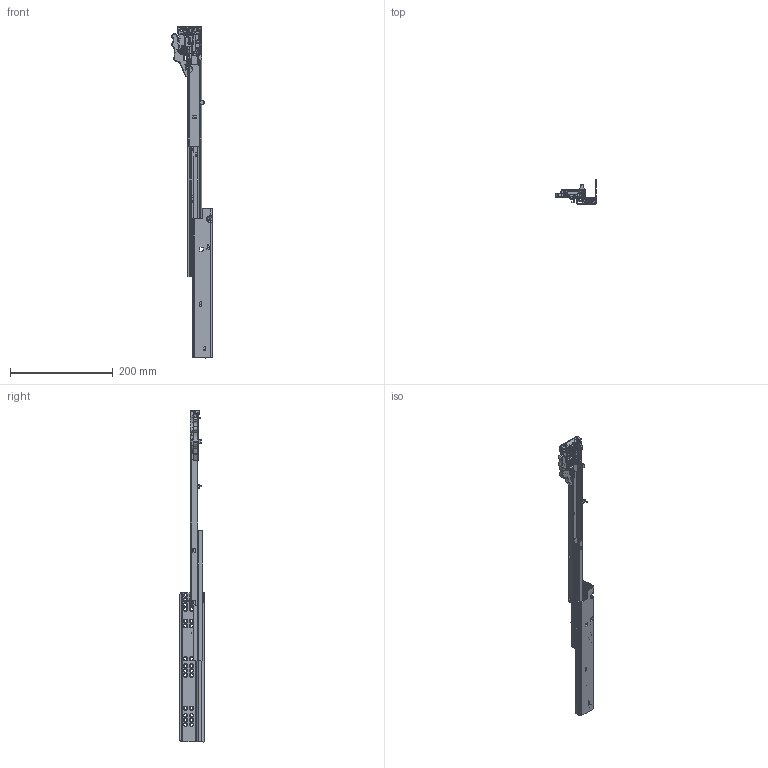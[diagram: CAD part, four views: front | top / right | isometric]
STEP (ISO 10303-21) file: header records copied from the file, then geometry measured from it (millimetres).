
FILE_DESCRIPTION (( 'STEP AP214' ), '1' );
FILE_NAME ('FR_3002.0391mm_15,5inch_open_right.STEP', '2022-11-02T07:19:18', ( '' ), ( '' ), 'SwSTEP 2.0', 'SolidWorks 2020', '' );
FILE_SCHEMA (( 'AUTOMOTIVE_DESIGN' ));
Length unit declared in the file: millimetre
Products named in the file (29): 3002.391-01 RIGHT.C047; FR 3XXX LOCATING BLOCK RIGHT; 3002.391-02 RIGHT.C047; 3002.XXX-03 RIGHT.C047_NL  391; FR 3XXX ECD LONG SPRING RIGHT; FR 3XXX LOCKING HANDLE RIGHT; FR 3XXX HOOK; FR 3XXX CLOSE ADJUSTMENT RIGHT; FR 3XXX END CAP RIGHT; FR 3XXX ECD DAMPER CYLINDER; FR 3XXX ECD HOUSING RIGHT; FR 3XXX SLIDER RIGHT; FR_3002.0391mm_15,5inch_open_right; FR 3XXX THUMBWHEEL; 3002.391-03 RIGHT.C047; 3002.XXX-02 RIGHT.C047_NL  391; FR 3XXX ECD LATCH PIVOT RIGHT; FR 3XXX HOUSING SCREW; FR 3XXX METAL PLATE RIGHT; FR 3XXX L_R ADJUSTMENT THREAD; FR 3XXX ECD DAMPER ROD; FR 3XXX ECD SHORT SPRING RIGHT; FR 3XXX.XXX-04 RIGHT; FR 3XXX ECD LATCH RIGHT; 3002.XXX-01 RIGHT.C047_NL  391 OPEN; FR 3XXX ECD PIN; FR 3XXX PLASTIC HOUSING RIGHT; FR 3XXX HANDLE SCREW; FR 3XXX ECD RIGHT_ECD RIGHT OPEN
Assembly tree (31 placements, depth 4):
  FR_3002.0391mm_15,5inch_open_right
    3002.XXX-01 RIGHT.C047_NL  391 OPEN
      3002.391-01 RIGHT.C047
      FR 3XXX ECD RIGHT_ECD RIGHT OPEN
        FR 3XXX ECD HOUSING RIGHT
        FR 3XXX ECD SHORT SPRING RIGHT
        FR 3XXX ECD LONG SPRING RIGHT
        FR 3XXX ECD DAMPER CYLINDER
        FR 3XXX ECD DAMPER ROD
        FR 3XXX ECD LATCH PIVOT RIGHT
        FR 3XXX ECD LATCH RIGHT
    3002.XXX-02 RIGHT.C047_NL  391
      3002.391-02 RIGHT.C047
    3002.XXX-03 RIGHT.C047_NL  391
      FR 3XXX END CAP RIGHT
      FR 3XXX HOOK
      FR 3XXX ECD PIN
      3002.391-03 RIGHT.C047
    FR 3XXX.XXX-04 RIGHT
      FR 3XXX METAL PLATE RIGHT
      FR 3XXX L_R ADJUSTMENT THREAD
      FR 3XXX SLIDER RIGHT
      FR 3XXX PLASTIC HOUSING RIGHT
      FR 3XXX HANDLE SCREW
      FR 3XXX CLOSE ADJUSTMENT RIGHT
      FR 3XXX LOCATING BLOCK RIGHT
      FR 3XXX LOCKING HANDLE RIGHT
      FR 3XXX THUMBWHEEL  x2
      FR 3XXX HOUSING SCREW  x3
Bounding box: 79.06 x 47.5 x 644.95 mm (x, y, z)
Volume: 136767.8 mm3; surface area: 188477.3 mm2
Topology: 26 solids, 26 shells, 4551 faces, 11486 edges, 6840 vertices
Faces by surface type: cylinder 1681, plane 1485, torus 798, bspline 251, cone 180, sphere 156
Entity records: 137296 total; most frequent: CARTESIAN_POINT 37676, DIRECTION 21238, ORIENTED_EDGE 20660, EDGE_CURVE 10330, AXIS2_PLACEMENT_3D 7888, VERTEX_POINT 6273, VECTOR 5462, LINE 5462
